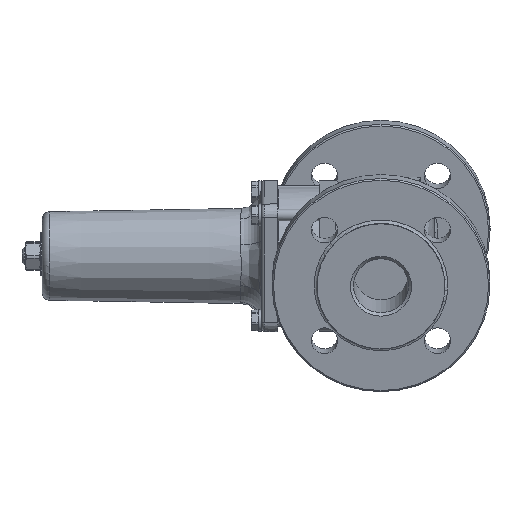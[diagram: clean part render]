
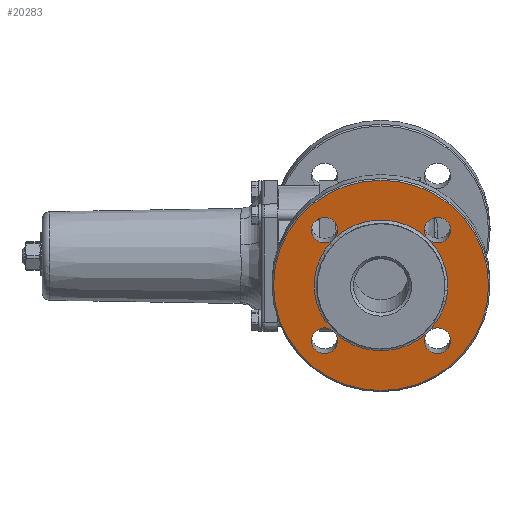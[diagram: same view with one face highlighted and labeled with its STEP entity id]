
A CAD part, left-side view. The second image highlights one B-rep face of the part: STEP entity #20283.
In plain terms, the highlighted planar face has unit normal (-0.978, 0, -0.209).
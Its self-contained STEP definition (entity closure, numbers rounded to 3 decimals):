
#1502=PLANE($,#21620);
#2016=FACE_BOUND($,#3573,.T.);
#2017=FACE_BOUND($,#3574,.T.);
#3573=EDGE_LOOP($,(#12279,#12280,#12281,#12282,#12283,#12284,#12285,#12286));
#3574=EDGE_LOOP($,(#12287));
#4995=CIRCLE($,#21609,9.);
#4997=CIRCLE($,#21612,9.);
#4999=CIRCLE($,#21615,9.);
#5001=CIRCLE($,#21618,9.);
#5003=CIRCLE($,#21621,46.);
#5004=CIRCLE($,#21622,46.);
#5005=CIRCLE($,#21623,46.);
#5006=CIRCLE($,#21624,46.);
#5007=CIRCLE($,#21625,74.);
#7301=VERTEX_POINT($,#28498);
#7303=VERTEX_POINT($,#28503);
#7305=VERTEX_POINT($,#28508);
#7307=VERTEX_POINT($,#28513);
#7309=VERTEX_POINT($,#28522);
#9165=EDGE_CURVE($,#7301,#7301,#4995,.T.);
#9167=EDGE_CURVE($,#7303,#7303,#4997,.T.);
#9169=EDGE_CURVE($,#7305,#7305,#4999,.T.);
#9171=EDGE_CURVE($,#7307,#7307,#5001,.T.);
#9173=EDGE_CURVE($,#7301,#7307,#5003,.T.);
#9174=EDGE_CURVE($,#7303,#7301,#5004,.T.);
#9175=EDGE_CURVE($,#7305,#7303,#5005,.T.);
#9176=EDGE_CURVE($,#7307,#7305,#5006,.T.);
#9177=EDGE_CURVE($,#7309,#7309,#5007,.T.);
#12279=ORIENTED_EDGE($,*,*,#9173,.F.);
#12280=ORIENTED_EDGE($,*,*,#9165,.T.);
#12281=ORIENTED_EDGE($,*,*,#9174,.F.);
#12282=ORIENTED_EDGE($,*,*,#9167,.T.);
#12283=ORIENTED_EDGE($,*,*,#9175,.F.);
#12284=ORIENTED_EDGE($,*,*,#9169,.T.);
#12285=ORIENTED_EDGE($,*,*,#9176,.F.);
#12286=ORIENTED_EDGE($,*,*,#9171,.T.);
#12287=ORIENTED_EDGE($,*,*,#9177,.F.);
#20283=ADVANCED_FACE($,(#2016,#2017),#1502,.T.);
#21609=AXIS2_PLACEMENT_3D($,#28499,#23304,#23305);
#21612=AXIS2_PLACEMENT_3D($,#28504,#23310,#23311);
#21615=AXIS2_PLACEMENT_3D($,#28509,#23316,#23317);
#21618=AXIS2_PLACEMENT_3D($,#28514,#23322,#23323);
#21620=AXIS2_PLACEMENT_3D($,#28517,#23326,#23327);
#21621=AXIS2_PLACEMENT_3D($,#28518,#23328,#23329);
#21622=AXIS2_PLACEMENT_3D($,#28519,#23330,#23331);
#21623=AXIS2_PLACEMENT_3D($,#28520,#23332,#23333);
#21624=AXIS2_PLACEMENT_3D($,#28521,#23334,#23335);
#21625=AXIS2_PLACEMENT_3D($,#28523,#23336,#23337);
#23304=DIRECTION('center_axis',(0.978,0.,
0.209));
#23305=DIRECTION('ref_axis',(0.209,0.,-0.978));
#23310=DIRECTION('center_axis',(0.978,0.,
0.209));
#23311=DIRECTION('ref_axis',(0.209,0.,-0.978));
#23316=DIRECTION('center_axis',(0.978,0.,
0.209));
#23317=DIRECTION('ref_axis',(0.209,0.,-0.978));
#23322=DIRECTION('center_axis',(0.978,0.,
0.209));
#23323=DIRECTION('ref_axis',(0.209,0.,-0.978));
#23326=DIRECTION('center_axis',(-0.978,0.,
-0.209));
#23327=DIRECTION('ref_axis',(-0.209,0.,0.978));
#23328=DIRECTION('center_axis',(-0.978,0.,
-0.209));
#23329=DIRECTION('ref_axis',(-0.209,0.,0.978));
#23330=DIRECTION('center_axis',(-0.978,0.,
-0.209));
#23331=DIRECTION('ref_axis',(-0.209,0.,0.978));
#23332=DIRECTION('center_axis',(-0.978,0.,
-0.209));
#23333=DIRECTION('ref_axis',(-0.209,0.,0.978));
#23334=DIRECTION('center_axis',(-0.978,0.,
-0.209));
#23335=DIRECTION('ref_axis',(-0.209,0.,0.978));
#23336=DIRECTION('center_axis',(0.978,0.,
0.209));
#23337=DIRECTION('ref_axis',(-0.209,0.,0.978));
#28498=CARTESIAN_POINT('',(-454.785,480.091,-241.13));
#28499=CARTESIAN_POINT('Origin',(-453.458,486.455,-247.354));
#28503=CARTESIAN_POINT('',(-468.353,480.091,-177.506));
#28504=CARTESIAN_POINT('Origin',(-469.68,486.455,-171.282));
#28508=CARTESIAN_POINT('',(-468.353,415.037,-177.506));
#28509=CARTESIAN_POINT('Origin',(-469.68,408.673,-171.282));
#28513=CARTESIAN_POINT('',(-454.785,415.037,-241.13));
#28514=CARTESIAN_POINT('Origin',(-453.458,408.673,-247.354));
#28517=CARTESIAN_POINT('Origin',(-461.569,447.564,-209.318));
#28518=CARTESIAN_POINT('Origin',(-461.569,447.564,-209.318));
#28519=CARTESIAN_POINT('Origin',(-461.569,447.564,-209.318));
#28520=CARTESIAN_POINT('Origin',(-461.569,447.564,-209.318));
#28521=CARTESIAN_POINT('Origin',(-461.569,447.564,-209.318));
#28522=CARTESIAN_POINT('',(-446.136,447.564,-281.691));
#28523=CARTESIAN_POINT('Origin',(-461.569,447.564,-209.318));
